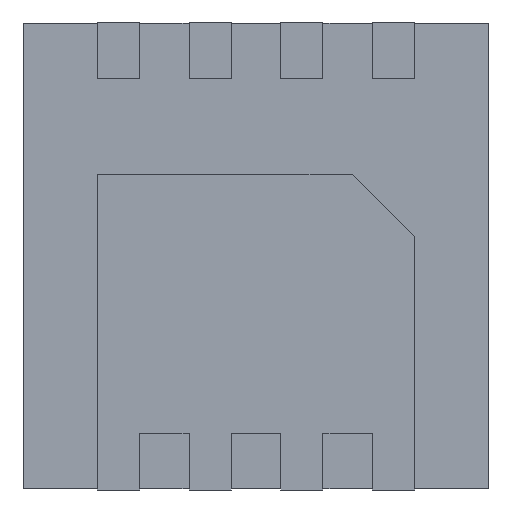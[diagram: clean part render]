
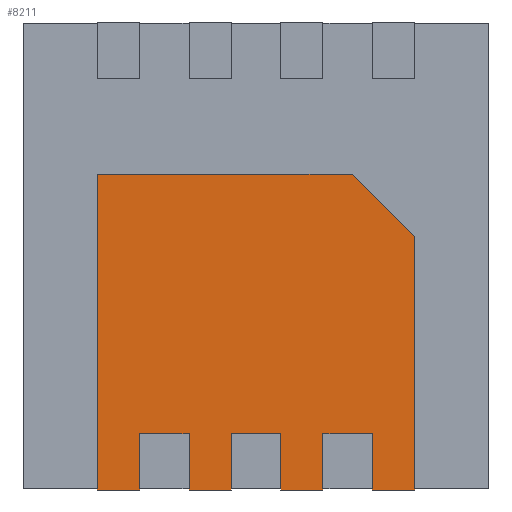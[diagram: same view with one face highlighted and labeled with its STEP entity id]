
A CAD part, front view. The second image highlights one B-rep face of the part: STEP entity #8211.
In plain terms, the highlighted planar face has unit normal (0, -1, 0).
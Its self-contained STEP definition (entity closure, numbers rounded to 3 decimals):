
#77 = FACE_OUTER_BOUND ( 'NONE', #11302, .T. ) ;
#84 = DIRECTION ( 'NONE',  ( 0., 0., 1. ) ) ;
#352 = LINE ( 'NONE', #10807, #5621 ) ;
#481 = CARTESIAN_POINT ( 'NONE',  ( -0.475, 0., -1.66 ) ) ;
#510 = CARTESIAN_POINT ( 'NONE',  ( 0.825, 0., -1.26 ) ) ;
#546 = DIRECTION ( 'NONE',  ( -1., 0., 0. ) ) ;
#603 = EDGE_CURVE ( 'NONE', #6846, #2127, #2894, .T. ) ;
#727 = ORIENTED_EDGE ( 'NONE', *, *, #603, .F. ) ;
#805 = CARTESIAN_POINT ( 'NONE',  ( 0.475, 0., -1.66 ) ) ;
#859 = CARTESIAN_POINT ( 'NONE',  ( -0.825, 0., -1.66 ) ) ;
#1021 = CARTESIAN_POINT ( 'NONE',  ( 0.475, 0., -1.26 ) ) ;
#1171 = LINE ( 'NONE', #8805, #3465 ) ;
#1238 = EDGE_CURVE ( 'NONE', #7434, #6846, #10796, .T. ) ;
#1453 = ORIENTED_EDGE ( 'NONE', *, *, #1814, .F. ) ;
#1522 = VERTEX_POINT ( 'NONE', #859 ) ;
#1534 = EDGE_CURVE ( 'NONE', #4125, #6536, #12022, .T. ) ;
#1652 = LINE ( 'NONE', #9291, #11595 ) ;
#1814 = EDGE_CURVE ( 'NONE', #3549, #4125, #10423, .T. ) ;
#1947 = ORIENTED_EDGE ( 'NONE', *, *, #10243, .F. ) ;
#1977 = VERTEX_POINT ( 'NONE', #4390 ) ;
#2115 = VECTOR ( 'NONE', #5720, 1000. ) ;
#2127 = VERTEX_POINT ( 'NONE', #6133 ) ;
#2143 = LINE ( 'NONE', #5938, #4866 ) ;
#2146 = EDGE_CURVE ( 'NONE', #6536, #12156, #9975, .T. ) ;
#2248 = VECTOR ( 'NONE', #5526, 1000. ) ;
#2466 = VECTOR ( 'NONE', #546, 1000. ) ;
#2732 = DIRECTION ( 'NONE',  ( 0., 0., 1. ) ) ;
#2800 = LINE ( 'NONE', #1021, #8935 ) ;
#2894 = LINE ( 'NONE', #6716, #7200 ) ;
#3029 = DIRECTION ( 'NONE',  ( 0., 0., -1. ) ) ;
#3067 = CARTESIAN_POINT ( 'NONE',  ( 1.125, 0., -1.66 ) ) ;
#3465 = VECTOR ( 'NONE', #3830, 1000. ) ;
#3525 = VERTEX_POINT ( 'NONE', #11035 ) ;
#3549 = VERTEX_POINT ( 'NONE', #7661 ) ;
#3570 = EDGE_CURVE ( 'NONE', #10078, #6962, #3724, .T. ) ;
#3643 = EDGE_CURVE ( 'NONE', #1977, #11359, #3946, .T. ) ;
#3724 = LINE ( 'NONE', #11269, #2115 ) ;
#3748 = VERTEX_POINT ( 'NONE', #8868 ) ;
#3830 = DIRECTION ( 'NONE',  ( 1., 0., 0. ) ) ;
#3946 = LINE ( 'NONE', #8741, #4476 ) ;
#3958 = LINE ( 'NONE', #5837, #5888 ) ;
#4125 = VERTEX_POINT ( 'NONE', #8199 ) ;
#4242 = VERTEX_POINT ( 'NONE', #4631 ) ;
#4290 = EDGE_CURVE ( 'NONE', #3748, #10078, #1171, .T. ) ;
#4390 = CARTESIAN_POINT ( 'NONE',  ( -0.475, 0., -1.26 ) ) ;
#4476 = VECTOR ( 'NONE', #8621, 1000. ) ;
#4631 = CARTESIAN_POINT ( 'NONE',  ( 0.825, 0., -1.26 ) ) ;
#4674 = EDGE_CURVE ( 'NONE', #1522, #3525, #3958, .T. ) ;
#4785 = CARTESIAN_POINT ( 'NONE',  ( 0.175, 0., -1.26 ) ) ;
#4860 = VERTEX_POINT ( 'NONE', #3067 ) ;
#4866 = VECTOR ( 'NONE', #9716, 1000. ) ;
#5417 = ORIENTED_EDGE ( 'NONE', *, *, #8502, .F. ) ;
#5482 = VERTEX_POINT ( 'NONE', #7594 ) ;
#5526 = DIRECTION ( 'NONE',  ( -1., 0., 0. ) ) ;
#5564 = CARTESIAN_POINT ( 'NONE',  ( -0.175, 0., -1.26 ) ) ;
#5621 = VECTOR ( 'NONE', #7120, 1000. ) ;
#5720 = DIRECTION ( 'NONE',  ( 0.707, 0., -0.707 ) ) ;
#5773 = CARTESIAN_POINT ( 'NONE',  ( -0.825, 0., -1.26 ) ) ;
#5834 = ORIENTED_EDGE ( 'NONE', *, *, #2146, .F. ) ;
#5837 = CARTESIAN_POINT ( 'NONE',  ( -1.125, 0., -1.66 ) ) ;
#5857 = CARTESIAN_POINT ( 'NONE',  ( 0., 0., 0. ) ) ;
#5888 = VECTOR ( 'NONE', #9632, 1000. ) ;
#5938 = CARTESIAN_POINT ( 'NONE',  ( -0.475, 0., -1.26 ) ) ;
#6038 = LINE ( 'NONE', #9815, #6632 ) ;
#6116 = CARTESIAN_POINT ( 'NONE',  ( 0.475, 0., -1.26 ) ) ;
#6133 = CARTESIAN_POINT ( 'NONE',  ( 0.175, 0., -1.66 ) ) ;
#6154 = EDGE_CURVE ( 'NONE', #3525, #3748, #9381, .T. ) ;
#6227 = EDGE_CURVE ( 'NONE', #2127, #3549, #9456, .T. ) ;
#6321 = ORIENTED_EDGE ( 'NONE', *, *, #1238, .F. ) ;
#6514 = ORIENTED_EDGE ( 'NONE', *, *, #6227, .F. ) ;
#6536 = VERTEX_POINT ( 'NONE', #6863 ) ;
#6569 = DIRECTION ( 'NONE',  ( -1., 0., 0. ) ) ;
#6632 = VECTOR ( 'NONE', #3029, 1000. ) ;
#6716 = CARTESIAN_POINT ( 'NONE',  ( 0.175, 0., -1.66 ) ) ;
#6846 = VERTEX_POINT ( 'NONE', #805 ) ;
#6863 = CARTESIAN_POINT ( 'NONE',  ( -0.175, 0., -1.66 ) ) ;
#6921 = ORIENTED_EDGE ( 'NONE', *, *, #1534, .F. ) ;
#6962 = VERTEX_POINT ( 'NONE', #8925 ) ;
#7038 = DIRECTION ( 'NONE',  ( 0., -1., 0. ) ) ;
#7120 = DIRECTION ( 'NONE',  ( 0., 0., -1. ) ) ;
#7168 = DIRECTION ( 'NONE',  ( 0., 0., 1. ) ) ;
#7200 = VECTOR ( 'NONE', #7770, 1000. ) ;
#7323 = DIRECTION ( 'NONE',  ( 0., 0., -1. ) ) ;
#7406 = CARTESIAN_POINT ( 'NONE',  ( -0.475, 0., -1.66 ) ) ;
#7434 = VERTEX_POINT ( 'NONE', #12230 ) ;
#7497 = ORIENTED_EDGE ( 'NONE', *, *, #11753, .F. ) ;
#7527 = CARTESIAN_POINT ( 'NONE',  ( -0.175, 0., -1.26 ) ) ;
#7594 = CARTESIAN_POINT ( 'NONE',  ( 0.825, 0., -1.66 ) ) ;
#7597 = PLANE ( 'NONE',  #8373 ) ;
#7604 = VECTOR ( 'NONE', #7323, 1000. ) ;
#7661 = CARTESIAN_POINT ( 'NONE',  ( 0.175, 0., -1.26 ) ) ;
#7770 = DIRECTION ( 'NONE',  ( -1., 0., 0. ) ) ;
#7798 = VECTOR ( 'NONE', #9886, 1000. ) ;
#8199 = CARTESIAN_POINT ( 'NONE',  ( -0.175, 0., -1.26 ) ) ;
#8211 = ADVANCED_FACE ( 'NONE', ( #77 ), #7597, .T. ) ;
#8373 = AXIS2_PLACEMENT_3D ( 'NONE', #5857, #7038, #11608 ) ;
#8502 = EDGE_CURVE ( 'NONE', #4242, #7434, #2800, .T. ) ;
#8570 = ORIENTED_EDGE ( 'NONE', *, *, #9426, .F. ) ;
#8621 = DIRECTION ( 'NONE',  ( -1., 0., 0. ) ) ;
#8741 = CARTESIAN_POINT ( 'NONE',  ( -0.825, 0., -1.26 ) ) ;
#8767 = VECTOR ( 'NONE', #7168, 1000. ) ;
#8805 = CARTESIAN_POINT ( 'NONE',  ( -1.125, 0., 0.58 ) ) ;
#8868 = CARTESIAN_POINT ( 'NONE',  ( -1.125, 0., 0.58 ) ) ;
#8925 = CARTESIAN_POINT ( 'NONE',  ( 1.125, 0., 0.137 ) ) ;
#8935 = VECTOR ( 'NONE', #10375, 1000. ) ;
#9078 = ORIENTED_EDGE ( 'NONE', *, *, #6154, .F. ) ;
#9291 = CARTESIAN_POINT ( 'NONE',  ( 0.825, 0., -1.66 ) ) ;
#9381 = LINE ( 'NONE', #11218, #12093 ) ;
#9426 = EDGE_CURVE ( 'NONE', #5482, #4242, #11852, .T. ) ;
#9456 = LINE ( 'NONE', #4785, #11689 ) ;
#9466 = ORIENTED_EDGE ( 'NONE', *, *, #3643, .F. ) ;
#9632 = DIRECTION ( 'NONE',  ( -1., 0., 0. ) ) ;
#9655 = EDGE_CURVE ( 'NONE', #11359, #1522, #6038, .T. ) ;
#9716 = DIRECTION ( 'NONE',  ( 0., 0., 1. ) ) ;
#9797 = CARTESIAN_POINT ( 'NONE',  ( 0.682, 0., 0.58 ) ) ;
#9815 = CARTESIAN_POINT ( 'NONE',  ( -0.825, 0., -1.26 ) ) ;
#9886 = DIRECTION ( 'NONE',  ( 0., 0., -1. ) ) ;
#9975 = LINE ( 'NONE', #481, #2466 ) ;
#10078 = VERTEX_POINT ( 'NONE', #9797 ) ;
#10243 = EDGE_CURVE ( 'NONE', #6962, #4860, #352, .T. ) ;
#10261 = ORIENTED_EDGE ( 'NONE', *, *, #9655, .F. ) ;
#10375 = DIRECTION ( 'NONE',  ( -1., 0., 0. ) ) ;
#10423 = LINE ( 'NONE', #7527, #2248 ) ;
#10509 = ORIENTED_EDGE ( 'NONE', *, *, #4290, .F. ) ;
#10796 = LINE ( 'NONE', #6116, #7798 ) ;
#10807 = CARTESIAN_POINT ( 'NONE',  ( 1.125, 0., -1.26 ) ) ;
#11035 = CARTESIAN_POINT ( 'NONE',  ( -1.125, 0., -1.66 ) ) ;
#11052 = ORIENTED_EDGE ( 'NONE', *, *, #4674, .F. ) ;
#11218 = CARTESIAN_POINT ( 'NONE',  ( -1.125, 0., -1.26 ) ) ;
#11269 = CARTESIAN_POINT ( 'NONE',  ( 0.682, 0., 0.58 ) ) ;
#11302 = EDGE_LOOP ( 'NONE', ( #8570, #12255, #1947, #11840, #10509, #9078, #11052, #10261, #9466, #7497, #5834, #6921, #1453, #6514, #727, #6321, #5417 ) ) ;
#11359 = VERTEX_POINT ( 'NONE', #5773 ) ;
#11595 = VECTOR ( 'NONE', #6569, 1000. ) ;
#11608 = DIRECTION ( 'NONE',  ( 0., 0., -1. ) ) ;
#11689 = VECTOR ( 'NONE', #84, 1000. ) ;
#11721 = EDGE_CURVE ( 'NONE', #4860, #5482, #1652, .T. ) ;
#11753 = EDGE_CURVE ( 'NONE', #12156, #1977, #2143, .T. ) ;
#11840 = ORIENTED_EDGE ( 'NONE', *, *, #3570, .F. ) ;
#11852 = LINE ( 'NONE', #510, #8767 ) ;
#12022 = LINE ( 'NONE', #5564, #7604 ) ;
#12093 = VECTOR ( 'NONE', #2732, 1000. ) ;
#12156 = VERTEX_POINT ( 'NONE', #7406 ) ;
#12230 = CARTESIAN_POINT ( 'NONE',  ( 0.475, 0., -1.26 ) ) ;
#12255 = ORIENTED_EDGE ( 'NONE', *, *, #11721, .F. ) ;
